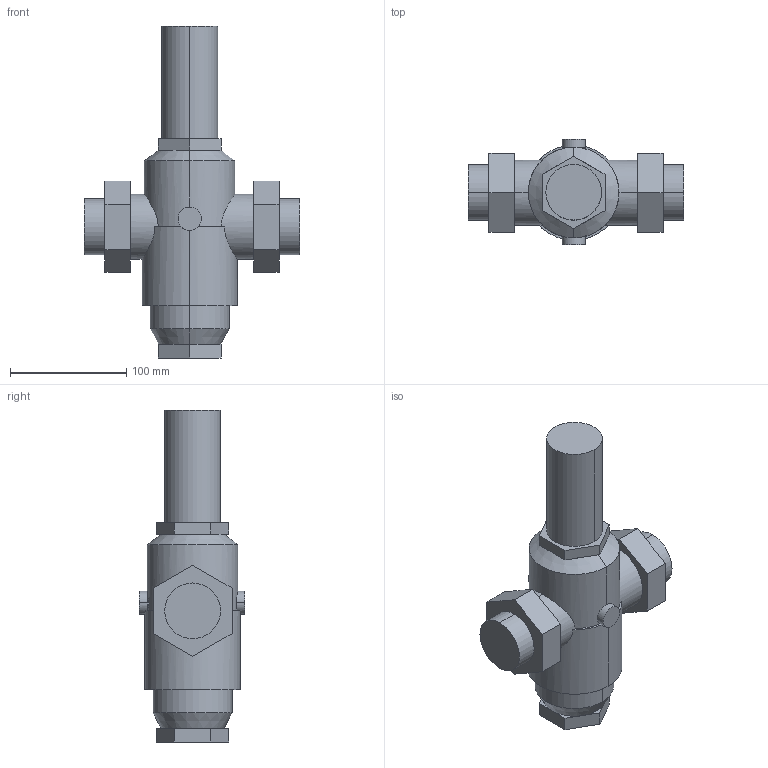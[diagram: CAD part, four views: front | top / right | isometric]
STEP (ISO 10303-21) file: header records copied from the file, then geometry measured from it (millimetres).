
FILE_DESCRIPTION(('no description'),'unknown implementation level');
FILE_NAME('D06FH-11_2B_3D.stp',' ',('pit-cup GmbH'),('ccLab - KiM Gmbh - www.kimweb.de'),'unknown preprocess','ACIS','unknown authorization');
FILE_SCHEMA(('automotive_design'));
Length unit declared in the file: millimetre
Products named in the file (1): 1
Bounding box: 186 x 91 x 286 mm (x, y, z)
Volume: 1326963.8 mm3; surface area: 96831.1 mm2
Topology: 1 solids, 1 shells, 88 faces, 221 edges, 141 vertices
Faces by surface type: plane 56, cylinder 28, cone 4
Entity records: 6039 total; most frequent: CARTESIAN_POINT 1377, STYLED_ITEM 451, PRESENTATION_STYLE_ASSIGNMENT 451, COLOUR_RGB 451, ORIENTED_EDGE 444, DIRECTION 443, EDGE_CURVE 221, CURVE_STYLE 221
